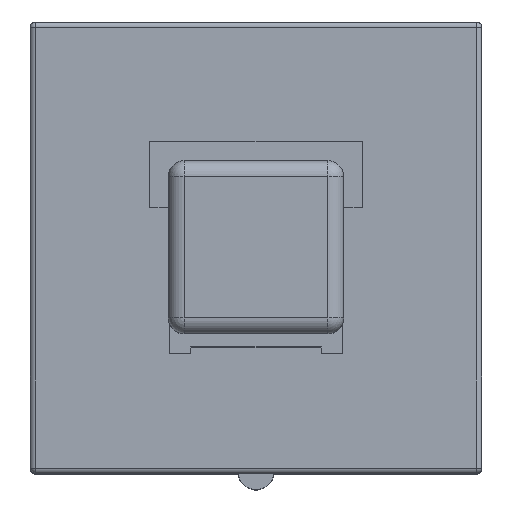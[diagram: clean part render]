
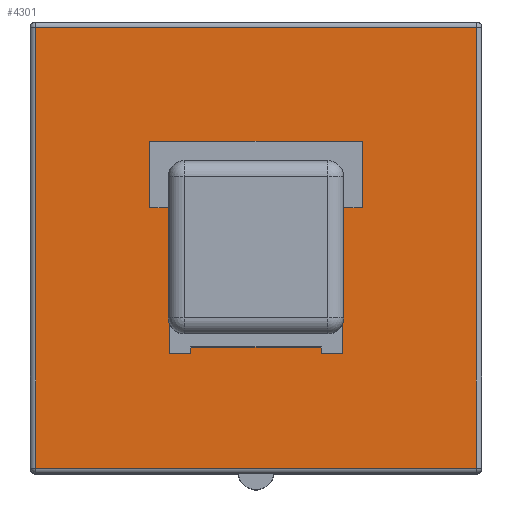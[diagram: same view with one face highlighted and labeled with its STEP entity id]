
A CAD part, top view. The second image highlights one B-rep face of the part: STEP entity #4301.
In plain terms, the highlighted planar face has unit normal (0, 0, 1).
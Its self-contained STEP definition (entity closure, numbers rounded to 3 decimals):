
#116=ORIENTED_EDGE('',*,*,#1016,.T.);
#117=ORIENTED_EDGE('',*,*,#1017,.T.);
#118=ORIENTED_EDGE('',*,*,#1018,.T.);
#119=ORIENTED_EDGE('',*,*,#1019,.T.);
#120=ORIENTED_EDGE('',*,*,#1020,.F.);
#121=ORIENTED_EDGE('',*,*,#1021,.F.);
#122=ORIENTED_EDGE('',*,*,#1022,.F.);
#123=ORIENTED_EDGE('',*,*,#1023,.F.);
#124=ORIENTED_EDGE('',*,*,#1024,.F.);
#125=ORIENTED_EDGE('',*,*,#1025,.F.);
#126=ORIENTED_EDGE('',*,*,#1026,.F.);
#127=ORIENTED_EDGE('',*,*,#1027,.F.);
#128=ORIENTED_EDGE('',*,*,#1028,.F.);
#129=ORIENTED_EDGE('',*,*,#1029,.F.);
#130=ORIENTED_EDGE('',*,*,#1030,.F.);
#131=ORIENTED_EDGE('',*,*,#1031,.F.);
#1016=EDGE_CURVE('',#1466,#1467,#1754,.T.);
#1017=EDGE_CURVE('',#1467,#1468,#1755,.T.);
#1018=EDGE_CURVE('',#1468,#1469,#1756,.T.);
#1019=EDGE_CURVE('',#1469,#1466,#1757,.T.);
#1020=EDGE_CURVE('',#1470,#1471,#1758,.T.);
#1021=EDGE_CURVE('',#1472,#1470,#1759,.T.);
#1022=EDGE_CURVE('',#1473,#1472,#1760,.T.);
#1023=EDGE_CURVE('',#1474,#1473,#1761,.T.);
#1024=EDGE_CURVE('',#1475,#1474,#1762,.T.);
#1025=EDGE_CURVE('',#1476,#1475,#1763,.T.);
#1026=EDGE_CURVE('',#1477,#1476,#1764,.T.);
#1027=EDGE_CURVE('',#1478,#1477,#1765,.T.);
#1028=EDGE_CURVE('',#1479,#1478,#1766,.T.);
#1029=EDGE_CURVE('',#1480,#1479,#1767,.T.);
#1030=EDGE_CURVE('',#1481,#1480,#1768,.T.);
#1031=EDGE_CURVE('',#1471,#1481,#1769,.T.);
#1466=VERTEX_POINT('',#5569);
#1467=VERTEX_POINT('',#5570);
#1468=VERTEX_POINT('',#5572);
#1469=VERTEX_POINT('',#5574);
#1470=VERTEX_POINT('',#5577);
#1471=VERTEX_POINT('',#5578);
#1472=VERTEX_POINT('',#5580);
#1473=VERTEX_POINT('',#5582);
#1474=VERTEX_POINT('',#5584);
#1475=VERTEX_POINT('',#5586);
#1476=VERTEX_POINT('',#5588);
#1477=VERTEX_POINT('',#5590);
#1478=VERTEX_POINT('',#5592);
#1479=VERTEX_POINT('',#5594);
#1480=VERTEX_POINT('',#5596);
#1481=VERTEX_POINT('',#5598);
#1754=LINE('',#5568,#2148);
#1755=LINE('',#5571,#2149);
#1756=LINE('',#5573,#2150);
#1757=LINE('',#5575,#2151);
#1758=LINE('',#5576,#2152);
#1759=LINE('',#5579,#2153);
#1760=LINE('',#5581,#2154);
#1761=LINE('',#5583,#2155);
#1762=LINE('',#5585,#2156);
#1763=LINE('',#5587,#2157);
#1764=LINE('',#5589,#2158);
#1765=LINE('',#5591,#2159);
#1766=LINE('',#5593,#2160);
#1767=LINE('',#5595,#2161);
#1768=LINE('',#5597,#2162);
#1769=LINE('',#5599,#2163);
#2148=VECTOR('',#4716,1000.);
#2149=VECTOR('',#4717,1000.);
#2150=VECTOR('',#4718,1000.);
#2151=VECTOR('',#4719,1000.);
#2152=VECTOR('',#4720,1000.);
#2153=VECTOR('',#4721,1000.);
#2154=VECTOR('',#4722,1000.);
#2155=VECTOR('',#4723,1000.);
#2156=VECTOR('',#4724,1000.);
#2157=VECTOR('',#4725,1000.);
#2158=VECTOR('',#4726,1000.);
#2159=VECTOR('',#4727,1000.);
#2160=VECTOR('',#4728,1000.);
#2161=VECTOR('',#4729,1000.);
#2162=VECTOR('',#4730,1000.);
#2163=VECTOR('',#4731,1000.);
#2542=EDGE_LOOP('',(#116,#117,#118,#119));
#2543=EDGE_LOOP('',(#120,#121,#122,#123,#124,#125,#126,#127,#128,#129,#130,
#131));
#2732=FACE_BOUND('',#2542,.T.);
#2733=FACE_BOUND('',#2543,.T.);
#2922=PLANE('',#4483);
#4301=ADVANCED_FACE('',(#2732,#2733),#2922,.T.);
#4483=AXIS2_PLACEMENT_3D('',#5567,#4714,#4715);
#4714=DIRECTION('',(0.,0.,1.));
#4715=DIRECTION('',(1.,0.,0.));
#4716=DIRECTION('',(0.,1.,0.));
#4717=DIRECTION('',(-1.,0.,0.));
#4718=DIRECTION('',(0.,-1.,0.));
#4719=DIRECTION('',(1.,0.,0.));
#4720=DIRECTION('',(1.,0.,0.));
#4721=DIRECTION('',(0.,-1.,0.));
#4722=DIRECTION('',(1.,0.,0.));
#4723=DIRECTION('',(0.,1.,0.));
#4724=DIRECTION('',(1.,0.,0.));
#4725=DIRECTION('',(0.,-1.,0.));
#4726=DIRECTION('',(1.,0.,0.));
#4727=DIRECTION('',(0.,-1.,0.));
#4728=DIRECTION('',(-1.,0.,0.));
#4729=DIRECTION('',(0.,1.,0.));
#4730=DIRECTION('',(1.,0.,0.));
#4731=DIRECTION('',(0.,1.,0.));
#5567=CARTESIAN_POINT('',(0.,0.,0.));
#5568=CARTESIAN_POINT('',(4.15,0.,0.));
#5569=CARTESIAN_POINT('',(4.15,-4.15,0.));
#5570=CARTESIAN_POINT('',(4.15,4.15,0.));
#5571=CARTESIAN_POINT('',(0.,4.15,0.));
#5572=CARTESIAN_POINT('',(-4.15,4.15,0.));
#5573=CARTESIAN_POINT('',(-4.15,0.,0.));
#5574=CARTESIAN_POINT('',(-4.15,-4.15,0.));
#5575=CARTESIAN_POINT('',(0.,-4.15,0.));
#5576=CARTESIAN_POINT('',(1.224,-2.,0.));
#5577=CARTESIAN_POINT('',(1.224,-2.,0.));
#5578=CARTESIAN_POINT('',(1.632,-2.,0.));
#5579=CARTESIAN_POINT('',(1.224,-2.,0.));
#5580=CARTESIAN_POINT('',(1.224,-1.872,0.));
#5581=CARTESIAN_POINT('',(1.224,-1.872,0.));
#5582=CARTESIAN_POINT('',(-1.224,-1.872,0.));
#5583=CARTESIAN_POINT('',(-1.224,-2.,0.));
#5584=CARTESIAN_POINT('',(-1.224,-2.,0.));
#5585=CARTESIAN_POINT('',(-1.632,-2.,0.));
#5586=CARTESIAN_POINT('',(-1.632,-2.,0.));
#5587=CARTESIAN_POINT('',(-1.632,-2.,0.));
#5588=CARTESIAN_POINT('',(-1.632,0.75,0.));
#5589=CARTESIAN_POINT('',(-1.632,0.75,0.));
#5590=CARTESIAN_POINT('',(-2.,0.75,0.));
#5591=CARTESIAN_POINT('',(-2.,2.,0.));
#5592=CARTESIAN_POINT('',(-2.,2.,0.));
#5593=CARTESIAN_POINT('',(2.,2.,0.));
#5594=CARTESIAN_POINT('',(2.,2.,0.));
#5595=CARTESIAN_POINT('',(2.,0.75,0.));
#5596=CARTESIAN_POINT('',(2.,0.75,0.));
#5597=CARTESIAN_POINT('',(1.632,0.75,0.));
#5598=CARTESIAN_POINT('',(1.632,0.75,0.));
#5599=CARTESIAN_POINT('',(1.632,-2.,0.));
